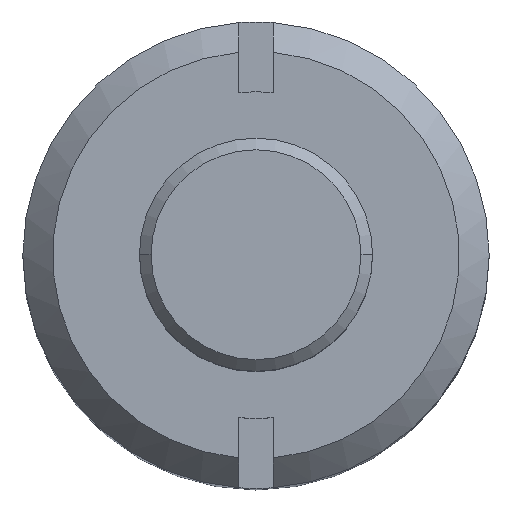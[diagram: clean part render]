
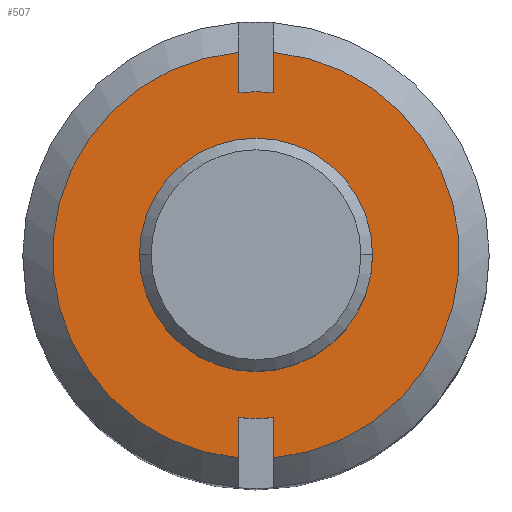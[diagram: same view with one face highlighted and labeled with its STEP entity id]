
A CAD part, top view. The second image highlights one B-rep face of the part: STEP entity #507.
In plain terms, the highlighted planar face has unit normal (0, 0, 1).
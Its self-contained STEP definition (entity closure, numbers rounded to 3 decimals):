
#199=VERTEX_POINT('',#547);
#205=VERTEX_POINT('',#554);
#211=VERTEX_POINT('',#562);
#249=EDGE_CURVE('',#341,#319,#606,.T.);
#253=EDGE_CURVE('',#379,#479,#610,.T.);
#311=EDGE_CURVE('',#319,#199,#672,.T.);
#319=VERTEX_POINT('',#681);
#323=EDGE_CURVE('',#415,#341,#685,.T.);
#341=VERTEX_POINT('',#704);
#361=EDGE_CURVE('',#205,#379,#727,.T.);
#379=VERTEX_POINT('',#746);
#387=VERTEX_POINT('',#756);
#415=VERTEX_POINT('',#788);
#435=EDGE_CURVE('',#387,#415,#809,.T.);
#461=EDGE_CURVE('',#199,#211,#837,.T.);
#477=EDGE_CURVE('',#479,#517,#855,.T.);
#479=VERTEX_POINT('',#857);
#495=EDGE_CURVE('',#211,#205,#873,.T.);
#507=ADVANCED_FACE('',(#887),#888,.T.);
#515=EDGE_CURVE('',#517,#387,#898,.T.);
#517=VERTEX_POINT('',#900);
#547=CARTESIAN_POINT('',(-0.6,-5.568,0.));
#554=CARTESIAN_POINT('',(0.6,-5.568,0.));
#562=CARTESIAN_POINT('',(0.,-5.6,0.));
#606=CIRCLE('',#996,6.98);
#610=CIRCLE('',#1003,6.98);
#672=LINE('',#1098,#1099);
#681=CARTESIAN_POINT('',(-0.6,-6.954,0.));
#685=LINE('',#1114,#1115);
#704=CARTESIAN_POINT('',(-0.6,6.954,0.));
#727=LINE('',#1181,#1182);
#746=CARTESIAN_POINT('',(0.6,-6.954,0.));
#756=CARTESIAN_POINT('',(0.,5.6,0.));
#788=CARTESIAN_POINT('',(-0.6,5.568,0.));
#809=CIRCLE('',#1297,5.6);
#837=CIRCLE('',#1343,5.6);
#855=LINE('',#1365,#1366);
#857=CARTESIAN_POINT('',(0.6,6.954,0.));
#873=CIRCLE('',#1389,5.6);
#887=FACE_OUTER_BOUND('',#1407,.T.);
#888=PLANE('',#1408);
#898=CIRCLE('',#1419,5.6);
#900=CARTESIAN_POINT('',(0.6,5.568,0.));
#996=AXIS2_PLACEMENT_3D('',#1534,#1535,#1536);
#1003=AXIS2_PLACEMENT_3D('',#1538,#1539,#1540);
#1098=CARTESIAN_POINT('',(-0.6,7.945,0.));
#1099=VECTOR('',#1601,1.0);
#1114=CARTESIAN_POINT('',(-0.6,7.945,0.));
#1115=VECTOR('',#1613,1.0);
#1181=CARTESIAN_POINT('',(0.6,-1.655,0.));
#1182=VECTOR('',#1670,1.0);
#1297=AXIS2_PLACEMENT_3D('',#1753,#1754,#1755);
#1343=AXIS2_PLACEMENT_3D('',#1780,#1781,#1782);
#1365=CARTESIAN_POINT('',(0.6,-1.655,0.));
#1366=VECTOR('',#1807,1.0);
#1389=AXIS2_PLACEMENT_3D('',#1819,#1820,#1821);
#1407=EDGE_LOOP('',(#1841,#1842,#1843,#1844,#1845,#1846,#1847,#1848,#1849,#1850));
#1408=AXIS2_PLACEMENT_3D('',#1851,#1852,#1853);
#1419=AXIS2_PLACEMENT_3D('',#1869,#1870,#1871);
#1534=CARTESIAN_POINT('',(0.,0.,0.));
#1535=DIRECTION('',(0.0,-0.0,1.0));
#1536=DIRECTION('',(0.,1.0,0.0));
#1538=CARTESIAN_POINT('',(0.,0.,0.));
#1539=DIRECTION('',(0.0,-0.0,1.0));
#1540=DIRECTION('',(0.,1.0,0.0));
#1601=DIRECTION('',(0.,1.0,0.0));
#1613=DIRECTION('',(0.,1.0,0.0));
#1670=DIRECTION('',(0.,-1.0,0.0));
#1753=CARTESIAN_POINT('',(0.0,0.,0.));
#1754=DIRECTION('',(0.,0.0,1.0));
#1755=DIRECTION('',(0.0,-1.0,0.0));
#1780=CARTESIAN_POINT('',(0.0,0.,0.));
#1781=DIRECTION('',(0.,0.0,1.0));
#1782=DIRECTION('',(0.0,-1.0,0.0));
#1807=DIRECTION('',(0.,-1.0,0.0));
#1819=CARTESIAN_POINT('',(0.0,0.,0.));
#1820=DIRECTION('',(0.,0.0,1.0));
#1821=DIRECTION('',(0.0,-1.0,0.0));
#1841=ORIENTED_EDGE('',*,*,#361,.T.);
#1842=ORIENTED_EDGE('',*,*,#253,.T.);
#1843=ORIENTED_EDGE('',*,*,#477,.T.);
#1844=ORIENTED_EDGE('',*,*,#515,.T.);
#1845=ORIENTED_EDGE('',*,*,#435,.T.);
#1846=ORIENTED_EDGE('',*,*,#323,.T.);
#1847=ORIENTED_EDGE('',*,*,#249,.T.);
#1848=ORIENTED_EDGE('',*,*,#311,.T.);
#1849=ORIENTED_EDGE('',*,*,#461,.T.);
#1850=ORIENTED_EDGE('',*,*,#495,.T.);
#1851=CARTESIAN_POINT('',(0.,6.29,0.));
#1852=DIRECTION('',(0.0,-0.0,1.0));
#1853=DIRECTION('',(0.,1.0,0.0));
#1869=CARTESIAN_POINT('',(0.0,0.,0.));
#1870=DIRECTION('',(0.,0.0,1.0));
#1871=DIRECTION('',(0.0,-1.0,0.0));
